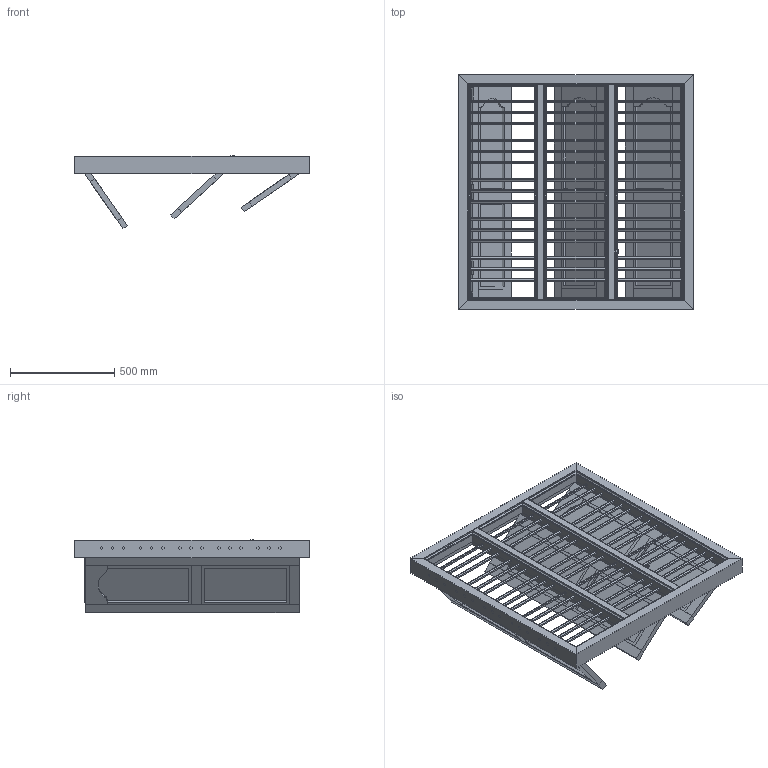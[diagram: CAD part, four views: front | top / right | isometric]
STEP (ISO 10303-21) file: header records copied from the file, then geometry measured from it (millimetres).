
FILE_DESCRIPTION(('FreeCAD Model'),'2;1');
FILE_NAME('Open CASCADE Shape Model','2025-05-02T02:50:07',('FreeCAD'),( 'FreeCAD'),'Open CASCADE STEP processor 7.6','FreeCAD','Unknown');
FILE_SCHEMA(('AUTOMOTIVE_DESIGN { 1 0 10303 214 1 1 1 1 }'));
Length unit declared in the file: millimetre
Products named in the file (1): Open CASCADE STEP translator 7.6 1
Bounding box: 1127.56 x 1127.56 x 352.72 mm (x, y, z)
Volume: 42852250.2 mm3; surface area: 6037305.1 mm2
Topology: 55 solids, 55 shells, 1146 faces, 3009 edges, 1998 vertices
Faces by surface type: bspline 1146
Entity records: 31913 total; most frequent: CARTESIAN_POINT 12905, ORIENTED_EDGE 6018, EDGE_CURVE 3009, B_SPLINE_CURVE_WITH_KNOTS 2943, VERTEX_POINT 1998, FACE_BOUND 1333, EDGE_LOOP 1333, ADVANCED_FACE 1146
